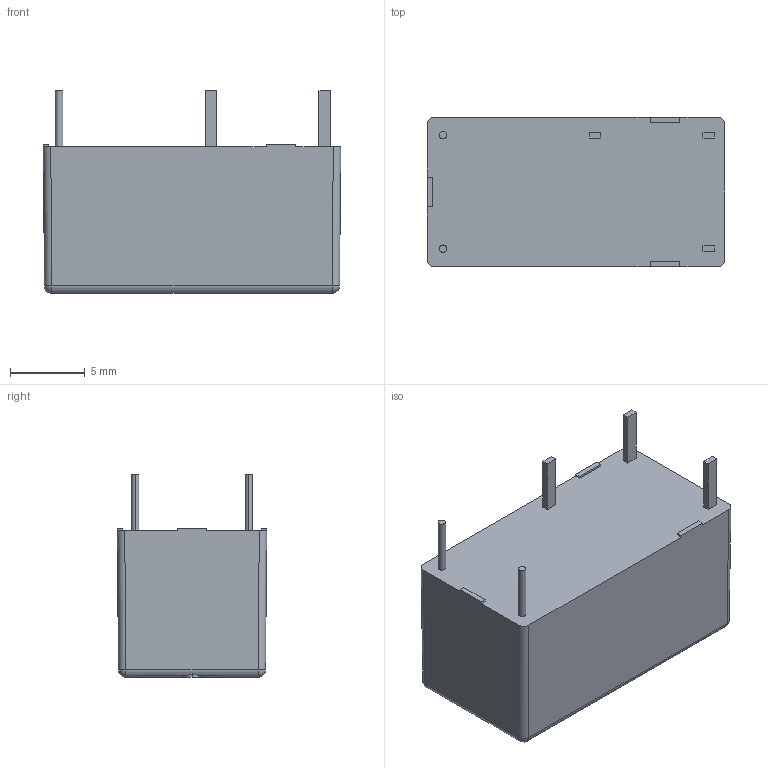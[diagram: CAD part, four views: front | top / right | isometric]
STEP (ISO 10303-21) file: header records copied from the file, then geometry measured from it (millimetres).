
FILE_DESCRIPTION((''),'2;1');
FILE_NAME('C-1393219-4','2022-06-16T09:53:21',('workeradm'),('TE Connectivity Ltd.'),'CREO PARAMETRIC BY PTC INC, 2021072','CREO PARAMETRIC BY PTC INC, 2021072','');
FILE_SCHEMA(('AUTOMOTIVE_DESIGN { 1 0 10303 214 1 1 1 1 }'));
Length unit declared in the file: millimetre
Products named in the file (1): C-1393219-4
Bounding box: 19.9 x 10 x 13.55 mm (x, y, z)
Volume: 1922.9 mm3; surface area: 1004.1 mm2
Topology: 1 solids, 1 shells, 73 faces, 176 edges, 110 vertices
Faces by surface type: plane 41, cylinder 14, torus 8, cone 6, sphere 4
Entity records: 2303 total; most frequent: CARTESIAN_POINT 400, DIRECTION 364, ORIENTED_EDGE 352, EDGE_CURVE 176, COLOUR_RGB 126, AXIS2_PLACEMENT_3D 123, VECTOR 118, LINE 118
